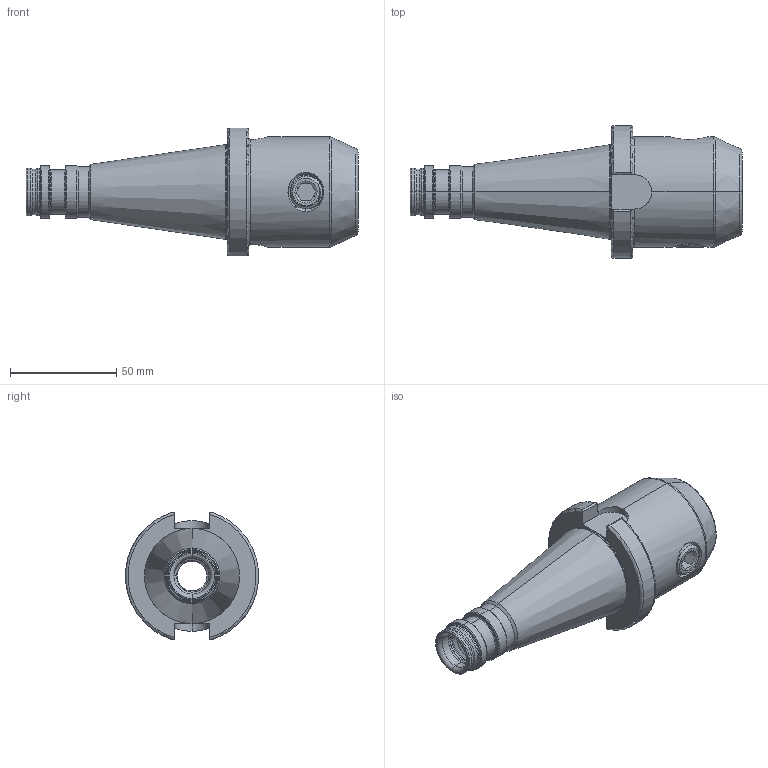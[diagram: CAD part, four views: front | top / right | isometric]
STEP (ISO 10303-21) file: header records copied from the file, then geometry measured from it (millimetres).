
FILE_DESCRIPTION (( 'STEP AP203' ), '1' );
FILE_NAME ('401.04.20.STEP', '2016-11-26T04:38:59', ( '' ), ( '' ), 'SwSTEP 2.0', 'SolidWorks 2012', '' );
FILE_SCHEMA (( 'CONFIG_CONTROL_DESIGN' ));
Length unit declared in the file: millimetre
Products named in the file (3): 側固16_M16x2_16L; 401.04.20
Assembly tree (2 placements, depth 2):
  401.04.20
    401.04.20
    側固16_M16x2_16L
Bounding box: 156.4 x 62.57 x 60.15 mm (x, y, z)
Volume: 172280.5 mm3; surface area: 35321.5 mm2
Topology: 2 solids, 2 shells, 205 faces, 513 edges, 319 vertices
Faces by surface type: cylinder 83, torus 36, cone 31, plane 29, bspline 24, sphere 2
Entity records: 21283 total; most frequent: CARTESIAN_POINT 16604, ORIENTED_EDGE 1022, DIRECTION 822, EDGE_CURVE 511, AXIS2_PLACEMENT_3D 338, VERTEX_POINT 319, EDGE_LOOP 218, FACE_OUTER_BOUND 205
